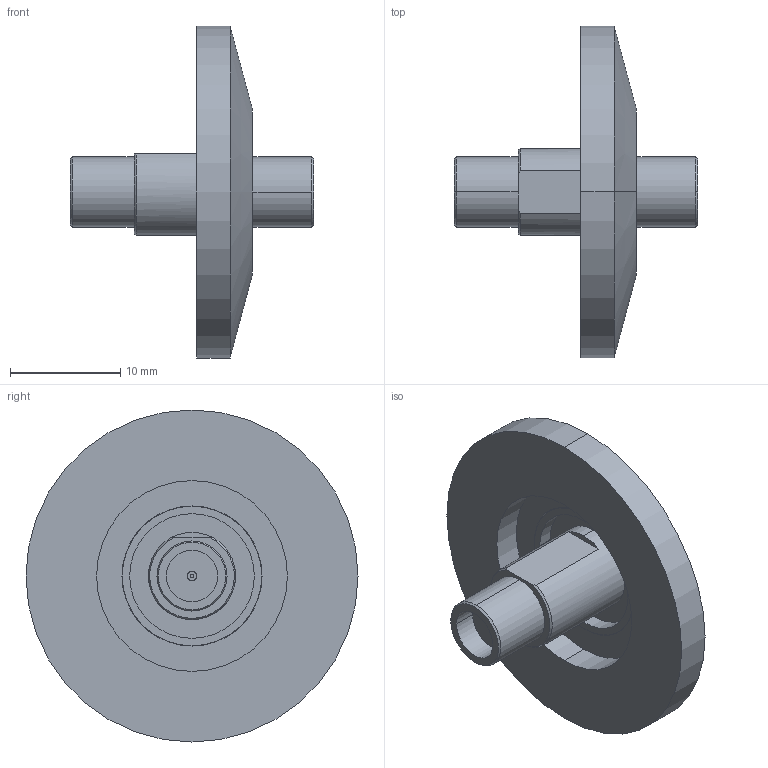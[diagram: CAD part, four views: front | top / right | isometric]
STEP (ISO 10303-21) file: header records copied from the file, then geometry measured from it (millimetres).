
FILE_DESCRIPTION (( 'STEP AP214' ), '1' );
FILE_NAME ('242-SMAD18G-K16.STEP', '2013-07-31T09:48:31', ( 'allectra' ), ( 'Microsoft' ), 'SwSTEP 2.0', 'SolidWorks 2013', '' );
FILE_SCHEMA (( 'AUTOMOTIVE_DESIGN' ));
Length unit declared in the file: millimetre
Products named in the file (3): 242-SMAD18G-W-IFW; 9242-SMAD18G-K16_DN16 KF; 242-SMAD18G-K16
Assembly tree (2 placements, depth 2):
  242-SMAD18G-K16
    9242-SMAD18G-K16_DN16 KF
    242-SMAD18G-W-IFW
Bounding box: 22.1 x 30.1 x 30.1 mm (x, y, z)
Volume: 2972.1 mm3; surface area: 2714.5 mm2
Topology: 3 solids, 3 shells, 53 faces, 109 edges, 71 vertices
Faces by surface type: cylinder 28, plane 17, cone 8
Entity records: 1560 total; most frequent: DIRECTION 291, CARTESIAN_POINT 244, ORIENTED_EDGE 218, AXIS2_PLACEMENT_3D 126, EDGE_CURVE 109, VERTEX_POINT 71, CIRCLE 68, EDGE_LOOP 66
